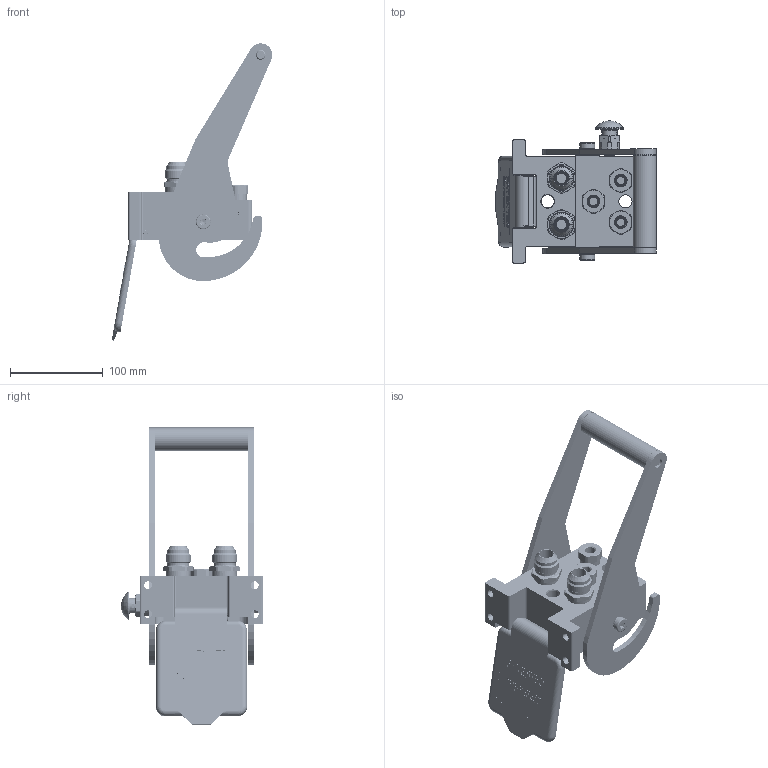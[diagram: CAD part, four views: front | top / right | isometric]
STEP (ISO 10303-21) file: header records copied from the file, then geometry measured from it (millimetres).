
FILE_DESCRIPTION (( 'STEP AP214' ), '1' );
FILE_NAME ('FASTER.step', '2022-08-22T10:26:44', ( '' ), ( '' ), 'SwSTEP 2.0', 'SolidWorks 2017', '' );
FILE_SCHEMA (( 'AUTOMOTIVE_DESIGN' ));
Length unit declared in the file: millimetre
Products named in the file (35): 4132_072_0000_300; 2ffnb14_gas_f; sicura_p5; 4830_027_0000_002; 4830_070_0000_001; 4830_001_0005_301; 4830_013_3000_020; 4830_025_0000_001; 4830_001_0005_300; 4132_014_0000_000; A_2ffnb14_gas_f; 4830_024_0003_000; 2ffnb38-13_hsf; 4810_001_0001_014; P5065_F_BASE; 4830_024_0003_000^4830_024_0003_000; curs_molla_14; 0048_317_1000_000; 4830_020_5001_000; 4830_025_1000_000; 4830_024_0002_010; 4820_001_0004_000; 4830_025_2000_000; 0048_042_0412_000; 4121_014_0000_000; or1_5x7_m; CURS_MOLLA_38; et011; 4830_022_0000_011; 4830_024_0002_020; A_2ffnb38-13_hsf; 4121_072_0000_200; FASTER
Assembly tree (38 placements, depth 4):
  4830_024_0003_000^4830_024_0003_000
  FASTER
    P5065_F_BASE
      4830_020_5001_000
      4830_025_1000_000
      4830_022_0000_011
      4830_070_0000_001
      4830_013_3000_020  x2
      4810_001_0001_014
      4820_001_0004_000
      4830_001_0005_300
      4830_001_0005_301
      0048_317_1000_000  x2
    A_2ffnb38-13_hsf  x2
      CURS_MOLLA_38
        4132_072_0000_300
        4132_014_0000_000
      2ffnb38-13_hsf
        2ffnb38-13_hsf
    A_2ffnb14_gas_f  x3
      curs_molla_14
        4121_014_0000_000
        4121_072_0000_200
      2ffnb14_gas_f
        2ffnb14_gas_f
    4830_024_0003_000
      sicura_p5
        4830_025_0000_001
        or1_5x7_m
        0048_042_0412_000
      4830_027_0000_002
      4830_024_0002_010
      4830_024_0002_020
      4830_025_2000_000
    et011
Bounding box: 173.28 x 153.38 x 320.66 mm (x, y, z)
Volume: 210019.3 mm3; surface area: 263821 mm2
Topology: 26 solids, 83 shells, 3810 faces, 10168 edges, 6548 vertices
Faces by surface type: plane 2121, cylinder 780, cone 338, bspline 294, torus 246, sphere 31
Entity records: 131442 total; most frequent: CARTESIAN_POINT 51814, ORIENTED_EDGE 15732, DIRECTION 14527, EDGE_CURVE 8056, LINE 5483, VECTOR 5483, VERTEX_POINT 5190, AXIS2_PLACEMENT_3D 4522
